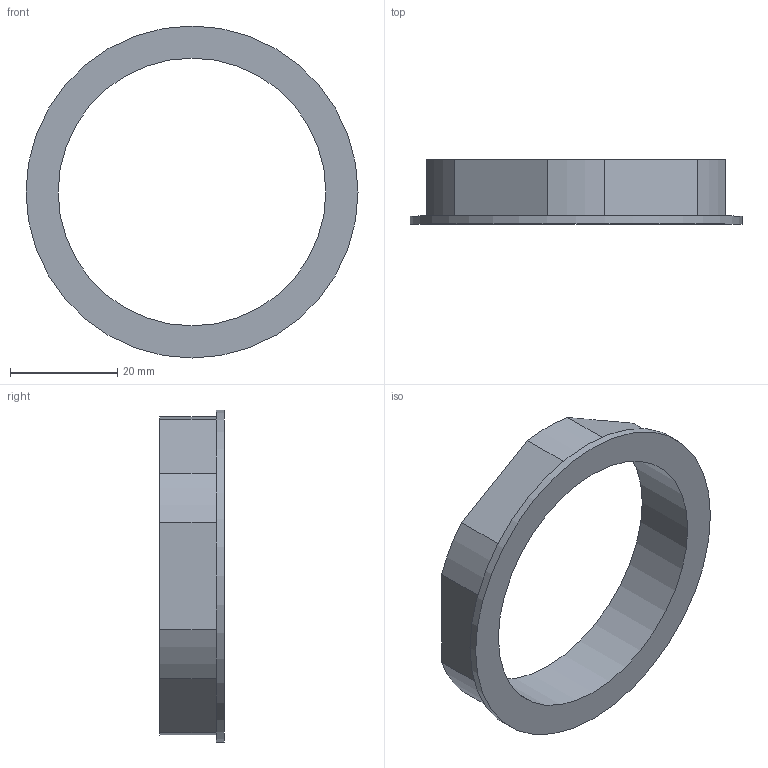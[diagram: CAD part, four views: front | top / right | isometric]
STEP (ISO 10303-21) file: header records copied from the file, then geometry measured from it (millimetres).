
FILE_DESCRIPTION( ( 'STEP AP203' ), '1' );
FILE_NAME( 'FLEXA GMK-Duo-M 0318.000.050.stp', '2020-03-10T09:41:40', ( '' ), ( '' ), ' ', 'PARTsolutions', ' ' );
FILE_SCHEMA( ( 'CONFIG_CONTROL_DESIGN' ) );
Length unit declared in the file: millimetre
Products named in the file (1): _FLEXA GMK-Duo-M 0318.000.050
Bounding box: 62 x 12 x 62 mm (x, y, z)
Volume: 8675.3 mm3; surface area: 6225.5 mm2
Topology: 1 solids, 1 shells, 17 faces, 43 edges, 29 vertices
Faces by surface type: plane 9, cylinder 8
Full cylindrical faces by diameter (mm): 50 x1, 62 x1
Entity records: 550 total; most frequent: DIRECTION 92, CARTESIAN_POINT 86, ORIENTED_EDGE 80, EDGE_CURVE 40, AXIS2_PLACEMENT_3D 34, VERTEX_POINT 28, LINE 24, VECTOR 24
